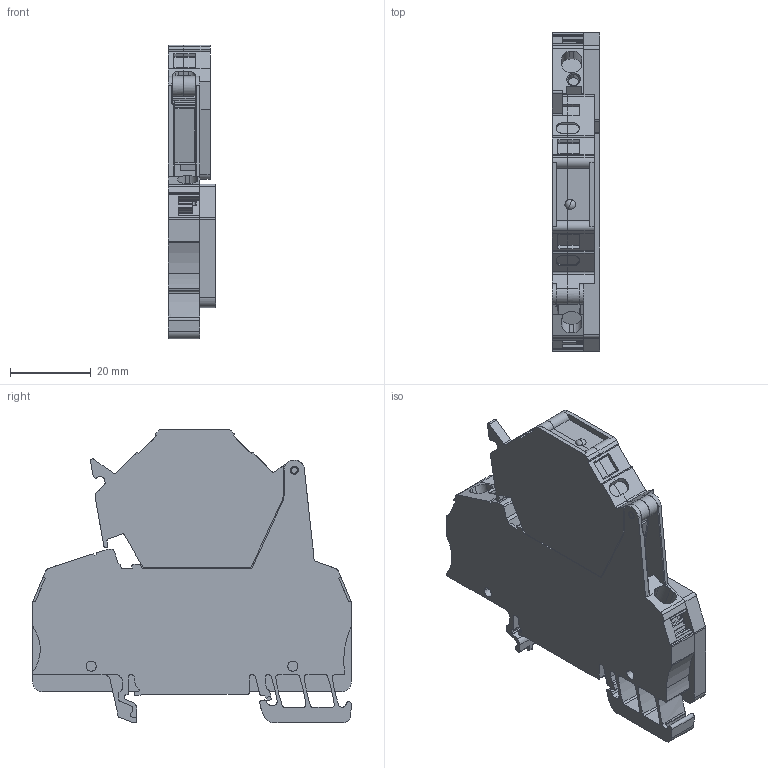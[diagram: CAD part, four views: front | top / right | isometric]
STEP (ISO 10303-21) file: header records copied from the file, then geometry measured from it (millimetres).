
FILE_DESCRIPTION(('CATIA V5R22 STEP214','CAx-IF Rec.Pracs.--- Model Styling and Organization---1.4--- 2014-01-23'),'2;1');
FILE_NAME ('017270-2_0', '2021-04-13T04:53:36+00:00', ('Weidmueller Interface'), ('Weidmueller'), 'CATIA Version 5-6 Release 2016 SP3 HF44', 'CATIA V5 STEP AP214', 'none');
FILE_SCHEMA(('AUTOMOTIVE_DESIGN { 1 0 10303 214 1 1 1 1 }'));
Length unit declared in the file: millimetre
Products named in the file (1): 33723_ZSI2.5_2_LD_AllCATPart
Bounding box: 11.9 x 79.05 x 72.85 mm (x, y, z)
Volume: 40381.7 mm3; surface area: 22828 mm2
Topology: 5 solids, 5 shells, 582 faces, 1717 edges, 1149 vertices
Faces by surface type: plane 356, cylinder 209, torus 6, cone 4, bspline 4, sphere 3
Entity records: 19272 total; most frequent: CARTESIAN_POINT 4061, ORIENTED_EDGE 3428, DIRECTION 2685, EDGE_CURVE 1714, VECTOR 1232, LINE 1232, VERTEX_POINT 1149, AXIS2_PLACEMENT_3D 937
